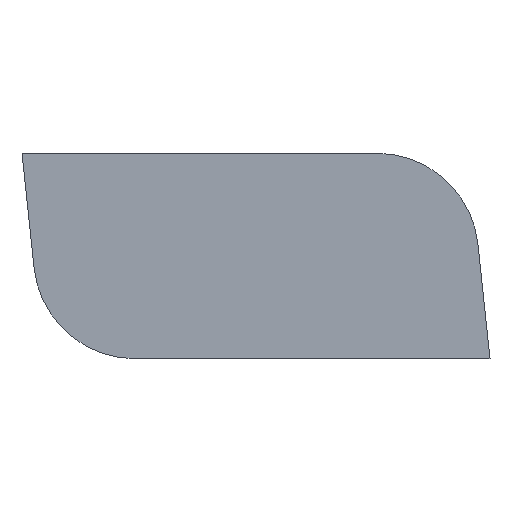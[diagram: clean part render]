
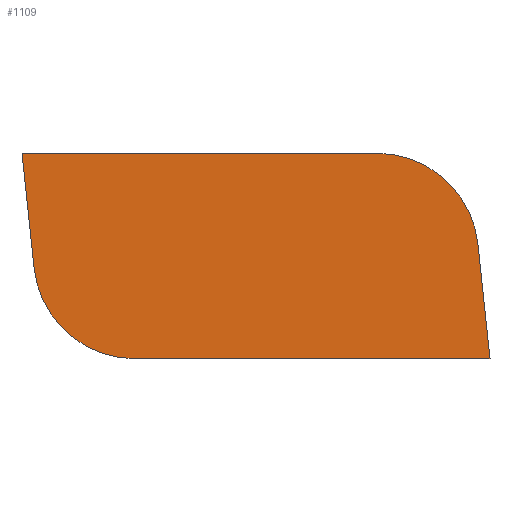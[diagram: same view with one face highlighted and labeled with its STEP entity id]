
A CAD part, front view. The second image highlights one B-rep face of the part: STEP entity #1109.
In plain terms, the highlighted planar face has unit normal (0, -1, 0).
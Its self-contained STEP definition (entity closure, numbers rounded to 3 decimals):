
#8 = EDGE_LOOP ( 'NONE', ( #260, #496, #376, #218, #1014, #447 ) ) ;
#36 = CARTESIAN_POINT ( 'NONE',  ( -11.5, 0., 5.05 ) ) ;
#42 = CARTESIAN_POINT ( 'NONE',  ( 5.936, 0., 0.05 ) ) ;
#68 = EDGE_CURVE ( 'NONE', #846, #920, #118, .T. ) ;
#80 = CARTESIAN_POINT ( 'NONE',  ( -10.909, 0., -0.573 ) ) ;
#118 = LINE ( 'NONE', #700, #348 ) ;
#133 = DIRECTION ( 'NONE',  ( 0., -1., 0. ) ) ;
#149 = DIRECTION ( 'NONE',  ( 0.105, 0., -0.995 ) ) ;
#208 = LINE ( 'NONE', #572, #1117 ) ;
#218 = ORIENTED_EDGE ( 'NONE', *, *, #227, .F. ) ;
#227 = EDGE_CURVE ( 'NONE', #1011, #846, #559, .T. ) ;
#255 = CARTESIAN_POINT ( 'NONE',  ( 5.936, 0., 5.05 ) ) ;
#260 = ORIENTED_EDGE ( 'NONE', *, *, #342, .F. ) ;
#271 = CARTESIAN_POINT ( 'NONE',  ( -5.936, 0., -0.05 ) ) ;
#342 = EDGE_CURVE ( 'NONE', #449, #526, #208, .T. ) ;
#348 = VECTOR ( 'NONE', #650, 1000. ) ;
#374 = DIRECTION ( 'NONE',  ( 1., 0., 0. ) ) ;
#376 = ORIENTED_EDGE ( 'NONE', *, *, #68, .F. ) ;
#429 = EDGE_CURVE ( 'NONE', #526, #570, #1069, .T. ) ;
#447 = ORIENTED_EDGE ( 'NONE', *, *, #429, .F. ) ;
#449 = VERTEX_POINT ( 'NONE', #80 ) ;
#496 = ORIENTED_EDGE ( 'NONE', *, *, #517, .F. ) ;
#504 = CARTESIAN_POINT ( 'NONE',  ( 10.909, 0., 0.573 ) ) ;
#517 = EDGE_CURVE ( 'NONE', #920, #449, #1191, .T. ) ;
#526 = VERTEX_POINT ( 'NONE', #878 ) ;
#556 = DIRECTION ( 'NONE',  ( 0., 0., 1. ) ) ;
#559 = LINE ( 'NONE', #504, #725 ) ;
#569 = CIRCLE ( 'NONE', #874, 5. ) ;
#570 = VERTEX_POINT ( 'NONE', #255 ) ;
#572 = CARTESIAN_POINT ( 'NONE',  ( -11.5, 0., 5.05 ) ) ;
#644 = AXIS2_PLACEMENT_3D ( 'NONE', #923, #1165, #1216 ) ;
#650 = DIRECTION ( 'NONE',  ( -1., 0., 0. ) ) ;
#662 = DIRECTION ( 'NONE',  ( 0., 1., 0. ) ) ;
#691 = CARTESIAN_POINT ( 'NONE',  ( -5.936, 0., -5.05 ) ) ;
#700 = CARTESIAN_POINT ( 'NONE',  ( -5.936, 0., -5.05 ) ) ;
#725 = VECTOR ( 'NONE', #149, 1000. ) ;
#732 = DIRECTION ( 'NONE',  ( 0., 0., -1. ) ) ;
#745 = EDGE_CURVE ( 'NONE', #570, #1011, #569, .T. ) ;
#846 = VERTEX_POINT ( 'NONE', #959 ) ;
#859 = DIRECTION ( 'NONE',  ( -0.105, 0., 0.995 ) ) ;
#874 = AXIS2_PLACEMENT_3D ( 'NONE', #42, #662, #556 ) ;
#878 = CARTESIAN_POINT ( 'NONE',  ( -11.5, 0., 5.05 ) ) ;
#920 = VERTEX_POINT ( 'NONE', #691 ) ;
#923 = CARTESIAN_POINT ( 'NONE',  ( -5.936, 0., -0.05 ) ) ;
#959 = CARTESIAN_POINT ( 'NONE',  ( 11.5, 0., -5.05 ) ) ;
#1011 = VERTEX_POINT ( 'NONE', #1107 ) ;
#1014 = ORIENTED_EDGE ( 'NONE', *, *, #745, .F. ) ;
#1020 = AXIS2_PLACEMENT_3D ( 'NONE', #271, #133, #732 ) ;
#1065 = PLANE ( 'NONE',  #1020 ) ;
#1069 = LINE ( 'NONE', #36, #1178 ) ;
#1107 = CARTESIAN_POINT ( 'NONE',  ( 10.909, 0., 0.573 ) ) ;
#1109 = ADVANCED_FACE ( 'NONE', ( #1199 ), #1065, .T. ) ;
#1117 = VECTOR ( 'NONE', #859, 1000. ) ;
#1165 = DIRECTION ( 'NONE',  ( 0., 1., 0. ) ) ;
#1178 = VECTOR ( 'NONE', #374, 1000. ) ;
#1191 = CIRCLE ( 'NONE', #644, 5. ) ;
#1199 = FACE_OUTER_BOUND ( 'NONE', #8, .T. ) ;
#1216 = DIRECTION ( 'NONE',  ( 0., 0., -1. ) ) ;
